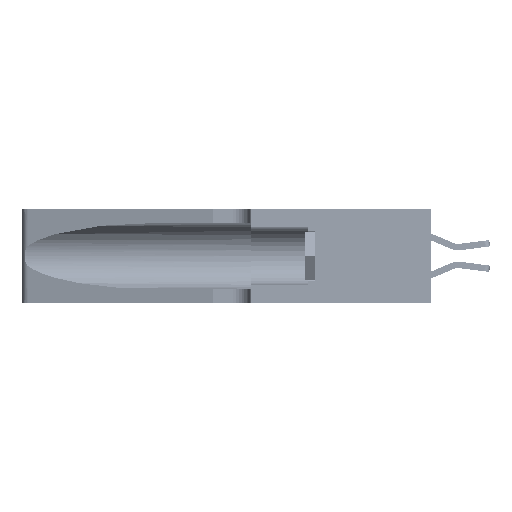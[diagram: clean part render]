
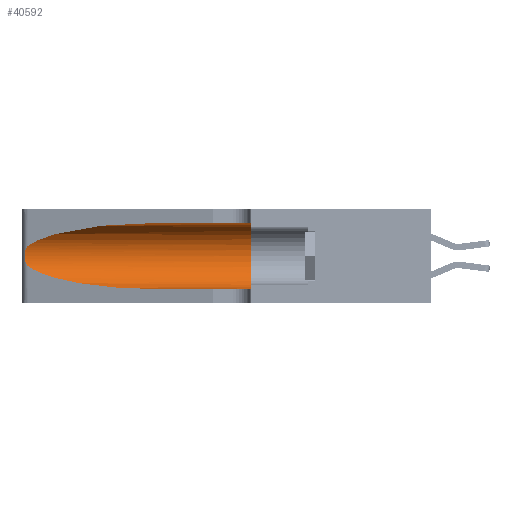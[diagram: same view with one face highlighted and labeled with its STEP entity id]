
A CAD part, left-side view. The second image highlights one B-rep face of the part: STEP entity #40592.
In plain terms, the highlighted cylindrical face has radius 3.308 mm (diameter 6.617 mm), a partial arc.
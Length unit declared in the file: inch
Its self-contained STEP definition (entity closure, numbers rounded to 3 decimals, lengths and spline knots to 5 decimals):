
#3207 = CARTESIAN_POINT ( 'NONE',  ( 0.26018, 1.23835, 0.19895 ) ) ;
#3380 = CARTESIAN_POINT ( 'NONE',  ( 0.25639, 1.23186, 0.15144 ) ) ;
#3662 = VERTEX_POINT ( 'NONE', #50564 ) ;
#4344 =( BOUNDED_CURVE ( )  B_SPLINE_CURVE ( 3, ( #47881, #48228, #44349, #51712 ),
 .UNSPECIFIED., .F., .F. ) 
 B_SPLINE_CURVE_WITH_KNOTS ( ( 4, 4 ),
 ( 1.5708, 2.84003 ),
 .UNSPECIFIED. ) 
 CURVE ( )  GEOMETRIC_REPRESENTATION_ITEM ( )  RATIONAL_B_SPLINE_CURVE ( ( 1., 0.87, 0.87, 1. ) ) 
 REPRESENTATION_ITEM ( '' )  );
#6095 = EDGE_CURVE ( 'NONE', #37642, #36292, #15275, .T. ) ;
#6766 = EDGE_CURVE ( 'NONE', #36292, #3662, #16255, .T. ) ;
#6903 = CARTESIAN_POINT ( 'NONE',  ( 0.26075, 1.23896, 0.19203 ) ) ;
#7412 = CARTESIAN_POINT ( 'NONE',  ( 0.25856, 1.23593, 0.16098 ) ) ;
#7624 = DIRECTION ( 'NONE',  ( 0., -1., 0. ) ) ;
#8442 = ORIENTED_EDGE ( 'NONE', *, *, #6095, .T. ) ;
#9172 = B_SPLINE_CURVE_WITH_KNOTS ( 'NONE', 3,
 ( #23323, #23142, #23493, #31027, #42936, #3207, #6903, #19314, #39273, #7412, #18984, #3380, #22797, #47178 ),
 .UNSPECIFIED., .F., .F.,
 ( 4, 2, 2, 2, 2, 2, 4 ),
 ( 0., 0.00027, 0.00053, 0.00107, 0.0016, 0.00187, 0.00214 ),
 .UNSPECIFIED. ) ;
#10344 = DIRECTION ( 'NONE',  ( 0., 1., 0. ) ) ;
#10573 = DIRECTION ( 'NONE',  ( 0., -1., 0. ) ) ;
#11434 = CARTESIAN_POINT ( 'NONE',  ( 0.25487, 1.22718, 0.14631 ) ) ;
#13337 = FACE_OUTER_BOUND ( 'NONE', #49063, .T. ) ;
#13710 = VECTOR ( 'NONE', #7624, 39.37008 ) ;
#13749 = CARTESIAN_POINT ( 'NONE',  ( 0.1305, 0.72297, 0.05475 ) ) ;
#14382 = DIRECTION ( 'NONE',  ( 0., 0., 1. ) ) ;
#15275 =( BOUNDED_CURVE ( )  B_SPLINE_CURVE ( 3, ( #24940, #40708, #48780, #13749 ),
 .UNSPECIFIED., .F., .F. ) 
 B_SPLINE_CURVE_WITH_KNOTS ( ( 4, 4 ),
 ( 3.44316, 4.71239 ),
 .UNSPECIFIED. ) 
 CURVE ( )  GEOMETRIC_REPRESENTATION_ITEM ( )  RATIONAL_B_SPLINE_CURVE ( ( 1., 0.87, 0.87, 1. ) ) 
 REPRESENTATION_ITEM ( '' )  );
#15326 = EDGE_CURVE ( 'NONE', #48300, #3662, #40420, .T. ) ;
#15740 = ORIENTED_EDGE ( 'NONE', *, *, #15326, .F. ) ;
#16255 = LINE ( 'NONE', #47563, #13710 ) ;
#17346 = LINE ( 'NONE', #18950, #48654 ) ;
#18950 = CARTESIAN_POINT ( 'NONE',  ( 0.1305, 1.61858, 0.31525 ) ) ;
#18984 = CARTESIAN_POINT ( 'NONE',  ( 0.25789, 1.23486, 0.15765 ) ) ;
#19314 = CARTESIAN_POINT ( 'NONE',  ( 0.26075, 1.23896, 0.178 ) ) ;
#19493 = EDGE_CURVE ( 'NONE', #43697, #48300, #17346, .T. ) ;
#22797 = CARTESIAN_POINT ( 'NONE',  ( 0.25555, 1.22993, 0.14849 ) ) ;
#23142 = CARTESIAN_POINT ( 'NONE',  ( 0.25555, 1.22994, 0.2215 ) ) ;
#23323 = CARTESIAN_POINT ( 'NONE',  ( 0.25487, 1.22718, 0.22369 ) ) ;
#23493 = CARTESIAN_POINT ( 'NONE',  ( 0.25639, 1.23184, 0.21858 ) ) ;
#24388 = EDGE_CURVE ( 'NONE', #41068, #37642, #9172, .T. ) ;
#24940 = CARTESIAN_POINT ( 'NONE',  ( 0.25487, 1.22718, 0.14631 ) ) ;
#25881 = CYLINDRICAL_SURFACE ( 'NONE', #29000, 0.13025 ) ;
#28934 = ORIENTED_EDGE ( 'NONE', *, *, #46062, .T. ) ;
#29000 = AXIS2_PLACEMENT_3D ( 'NONE', #35499, #42673, #43026 ) ;
#31027 = CARTESIAN_POINT ( 'NONE',  ( 0.25787, 1.23484, 0.2124 ) ) ;
#35499 = CARTESIAN_POINT ( 'NONE',  ( 0.1305, 1.61858, 0.185 ) ) ;
#36292 = VERTEX_POINT ( 'NONE', #39038 ) ;
#36704 = ORIENTED_EDGE ( 'NONE', *, *, #6766, .T. ) ;
#37642 = VERTEX_POINT ( 'NONE', #11434 ) ;
#38450 = CARTESIAN_POINT ( 'NONE',  ( 0.25487, 1.22718, 0.22369 ) ) ;
#38741 = CARTESIAN_POINT ( 'NONE',  ( 0.1305, 0.72297, 0.31525 ) ) ;
#39038 = CARTESIAN_POINT ( 'NONE',  ( 0.1305, 0.72297, 0.05475 ) ) ;
#39273 = CARTESIAN_POINT ( 'NONE',  ( 0.26017, 1.23833, 0.17102 ) ) ;
#40130 = CARTESIAN_POINT ( 'NONE',  ( 0.1305, 0.35, 0.31525 ) ) ;
#40420 = CIRCLE ( 'NONE', #45821, 0.13025 ) ;
#40592 = ADVANCED_FACE ( 'NONE', ( #13337 ), #25881, .F. ) ;
#40708 = CARTESIAN_POINT ( 'NONE',  ( 0.2373, 1.15595, 0.08982 ) ) ;
#41068 = VERTEX_POINT ( 'NONE', #38450 ) ;
#41948 = ORIENTED_EDGE ( 'NONE', *, *, #19493, .F. ) ;
#42603 = ORIENTED_EDGE ( 'NONE', *, *, #24388, .T. ) ;
#42673 = DIRECTION ( 'NONE',  ( 0., -1., 0. ) ) ;
#42936 = CARTESIAN_POINT ( 'NONE',  ( 0.25854, 1.2359, 0.20912 ) ) ;
#43026 = DIRECTION ( 'NONE',  ( 0., 0., -1. ) ) ;
#43697 = VERTEX_POINT ( 'NONE', #38741 ) ;
#44349 = CARTESIAN_POINT ( 'NONE',  ( 0.2373, 1.15595, 0.28018 ) ) ;
#45821 = AXIS2_PLACEMENT_3D ( 'NONE', #50276, #10344, #14382 ) ;
#46062 = EDGE_CURVE ( 'NONE', #43697, #41068, #4344, .T. ) ;
#47178 = CARTESIAN_POINT ( 'NONE',  ( 0.25487, 1.22718, 0.14631 ) ) ;
#47563 = CARTESIAN_POINT ( 'NONE',  ( 0.1305, 1.61858, 0.05475 ) ) ;
#47881 = CARTESIAN_POINT ( 'NONE',  ( 0.1305, 0.72297, 0.31525 ) ) ;
#48228 = CARTESIAN_POINT ( 'NONE',  ( 0.18966, 0.96281, 0.31525 ) ) ;
#48300 = VERTEX_POINT ( 'NONE', #40130 ) ;
#48654 = VECTOR ( 'NONE', #10573, 39.37008 ) ;
#48780 = CARTESIAN_POINT ( 'NONE',  ( 0.18966, 0.96281, 0.05475 ) ) ;
#49063 = EDGE_LOOP ( 'NONE', ( #28934, #42603, #8442, #36704, #15740, #41948 ) ) ;
#50276 = CARTESIAN_POINT ( 'NONE',  ( 0.1305, 0.35, 0.185 ) ) ;
#50564 = CARTESIAN_POINT ( 'NONE',  ( 0.1305, 0.35, 0.05475 ) ) ;
#51712 = CARTESIAN_POINT ( 'NONE',  ( 0.25487, 1.22718, 0.22369 ) ) ;
